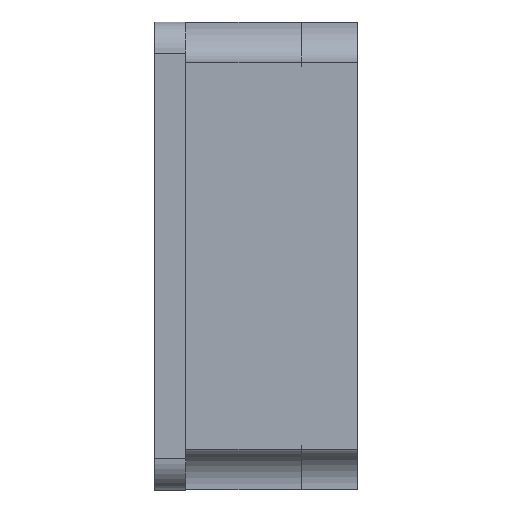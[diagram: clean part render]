
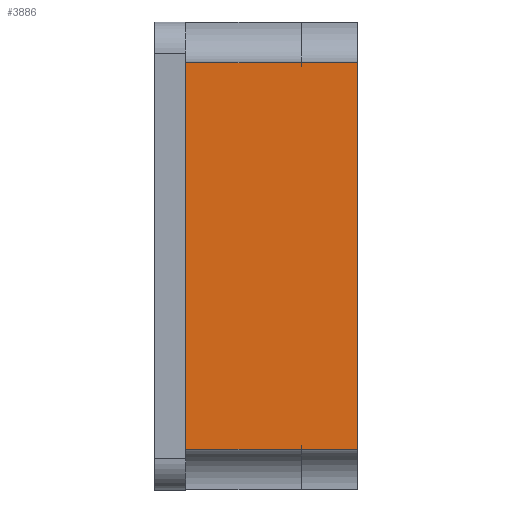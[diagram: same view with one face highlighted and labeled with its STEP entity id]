
A CAD part, left-side view. The second image highlights one B-rep face of the part: STEP entity #3886.
In plain terms, the highlighted planar face has unit normal (-1, 0, 0).
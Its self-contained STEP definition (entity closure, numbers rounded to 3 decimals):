
#209 = VECTOR ( 'NONE', #2869, 1000. ) ;
#540 = CARTESIAN_POINT ( 'NONE',  ( -1.6, 0.275, -0.75 ) ) ;
#644 = VECTOR ( 'NONE', #2852, 1000. ) ;
#675 = DIRECTION ( 'NONE',  ( 0., 0., 1. ) ) ;
#1204 = LINE ( 'NONE', #1342, #3880 ) ;
#1342 = CARTESIAN_POINT ( 'NONE',  ( -1.6, -0.275, 0.62 ) ) ;
#1387 = AXIS2_PLACEMENT_3D ( 'NONE', #6278, #2077, #4208 ) ;
#1467 = ORIENTED_EDGE ( 'NONE', *, *, #6607, .T. ) ;
#1718 = CARTESIAN_POINT ( 'NONE',  ( -1.6, -0.275, 0.62 ) ) ;
#1990 = DIRECTION ( 'NONE',  ( 0., 1., 0. ) ) ;
#2050 = EDGE_LOOP ( 'NONE', ( #5286, #1467, #3007, #3760, #5033, #6920 ) ) ;
#2077 = DIRECTION ( 'NONE',  ( 1., 0., 0. ) ) ;
#2324 = VECTOR ( 'NONE', #4327, 1000. ) ;
#2418 = DIRECTION ( 'NONE',  ( 0., 1., 0. ) ) ;
#2493 = LINE ( 'NONE', #5472, #209 ) ;
#2683 = CARTESIAN_POINT ( 'NONE',  ( -1.6, 0.275, -0.62 ) ) ;
#2852 = DIRECTION ( 'NONE',  ( 0., -1., 0. ) ) ;
#2869 = DIRECTION ( 'NONE',  ( 0., -1., 0. ) ) ;
#3007 = ORIENTED_EDGE ( 'NONE', *, *, #3367, .T. ) ;
#3107 = VERTEX_POINT ( 'NONE', #3250 ) ;
#3162 = CARTESIAN_POINT ( 'NONE',  ( -1.6, -0.275, -0.62 ) ) ;
#3250 = CARTESIAN_POINT ( 'NONE',  ( -1.6, 0.275, 0.62 ) ) ;
#3367 = EDGE_CURVE ( 'NONE', #4771, #3107, #1204, .T. ) ;
#3384 = CARTESIAN_POINT ( 'NONE',  ( -1.6, -0.275, -0.75 ) ) ;
#3448 = LINE ( 'NONE', #4930, #644 ) ;
#3559 = FACE_OUTER_BOUND ( 'NONE', #2050, .T. ) ;
#3749 = VERTEX_POINT ( 'NONE', #1718 ) ;
#3760 = ORIENTED_EDGE ( 'NONE', *, *, #6572, .F. ) ;
#3880 = VECTOR ( 'NONE', #2418, 1000. ) ;
#3886 = ADVANCED_FACE ( 'NONE', ( #3559 ), #4554, .F. ) ;
#3964 = VERTEX_POINT ( 'NONE', #3162 ) ;
#4049 = VERTEX_POINT ( 'NONE', #5356 ) ;
#4168 = CARTESIAN_POINT ( 'NONE',  ( -1.6, -0.275, 0.62 ) ) ;
#4208 = DIRECTION ( 'NONE',  ( 0., 0., -1. ) ) ;
#4253 = EDGE_CURVE ( 'NONE', #3964, #3749, #6818, .T. ) ;
#4296 = EDGE_CURVE ( 'NONE', #5910, #4049, #2493, .T. ) ;
#4327 = DIRECTION ( 'NONE',  ( 0., 0., 1. ) ) ;
#4554 = PLANE ( 'NONE',  #1387 ) ;
#4771 = VERTEX_POINT ( 'NONE', #6113 ) ;
#4930 = CARTESIAN_POINT ( 'NONE',  ( -1.6, -0.095, -0.62 ) ) ;
#5033 = ORIENTED_EDGE ( 'NONE', *, *, #4296, .T. ) ;
#5286 = ORIENTED_EDGE ( 'NONE', *, *, #4253, .T. ) ;
#5356 = CARTESIAN_POINT ( 'NONE',  ( -1.6, -0.095, -0.62 ) ) ;
#5472 = CARTESIAN_POINT ( 'NONE',  ( -1.6, -0.275, -0.62 ) ) ;
#5723 = VECTOR ( 'NONE', #1990, 1000. ) ;
#5910 = VERTEX_POINT ( 'NONE', #2683 ) ;
#6045 = EDGE_CURVE ( 'NONE', #4049, #3964, #3448, .T. ) ;
#6113 = CARTESIAN_POINT ( 'NONE',  ( -1.6, -0.095, 0.62 ) ) ;
#6229 = VECTOR ( 'NONE', #675, 1000. ) ;
#6278 = CARTESIAN_POINT ( 'NONE',  ( -1.6, 0.275, -0.75 ) ) ;
#6572 = EDGE_CURVE ( 'NONE', #5910, #3107, #6797, .T. ) ;
#6607 = EDGE_CURVE ( 'NONE', #3749, #4771, #6893, .T. ) ;
#6797 = LINE ( 'NONE', #540, #2324 ) ;
#6818 = LINE ( 'NONE', #3384, #6229 ) ;
#6893 = LINE ( 'NONE', #4168, #5723 ) ;
#6920 = ORIENTED_EDGE ( 'NONE', *, *, #6045, .T. ) ;
